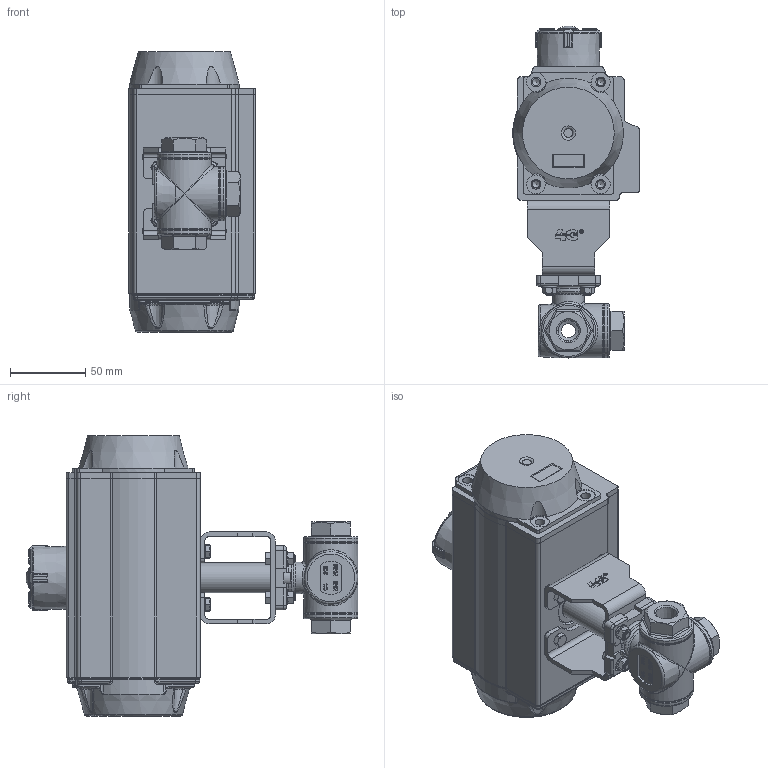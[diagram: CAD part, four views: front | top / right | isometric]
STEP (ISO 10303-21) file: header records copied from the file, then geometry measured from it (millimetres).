
FILE_DESCRIPTION(/* description */ ('Unknown'),/* implementation_level */ '2;1');
FILE_NAME(/* name */ 'PE029338_9339-02',/* time_stamp */ '2025-02-18T09:33:55+01:00',/* author */ ('Unknown'),/* organization */ ('Unknown'),/* preprocessor_version */ 'ST-DEVELOPER v19.4',/* originating_system */ 'Solid Edge',/* authorisation */ 'Unknown');
FILE_SCHEMA (('AUTOMOTIVE_DESIGN {1 0 10303 214 3 1 1}'));
Products named in the file (22): PE029338_9339-02; 9338-02_oa_0; NUT M12_GB_FASTENER_NUT_SSFNTT M14X1.0-N; STEM; BODY DN10; Body Gsake DN10; CAP DN8; PD03_PE02; vt65-2016-06-25; Optische Anzeige; ______; ________(___________; cup head nib bolts with large head gb_GB_FASTENER_BOLT_CHNBW M6X25-N; ____65______ ______; VT65_____________MIR; zhou65; VTE65____; 49899004_Brücke F05_F03 Höhe 50; 49860203_Spindeladapter Edelstahl_SW14x14x15_Tasche 9x9x12_BL 66_ø20; DIN 933 M5x16 A2-70 BLK_EDST; DIN125-5_3.1.3; WUERTH 03225 hexagonal nut DIN 934  M5 A2 BLK_EDST
Assembly tree (42 placements, depth 4):
  PE029338_9339-02
    9338-02_oa_0
      NUT M12_GB_FASTENER_NUT_SSFNTT M14X1.0-N
      STEM
      BODY DN10
      Body Gsake DN10  x3
      CAP DN8  x3
    PD03_PE02
      vt65-2016-06-25
      Optische Anzeige
        ______
        ________(___________  x4
        cup head nib bolts with large head gb_GB_FASTENER_BOLT_CHNBW M6X25-N
      ____65______ ______  x2
      VT65_____________MIR
      zhou65
      VTE65____
    49899004_Brücke F05_F03 Höhe 50
    49860203_Spindeladapter Edelstahl_SW14x14x15_Tasche 9x9x12_BL 66_ø20
    DIN 933 M5x16 A2-70 BLK_EDST  x8
    DIN125-5_3.1.3  x4
    WUERTH 03225 hexagonal nut DIN 934  M5 A2 BLK_EDST  x4
Bounding box: 83.89 x 220.6 x 186.5 mm (x, y, z)
Volume: 807684 mm3; surface area: 271852.8 mm2
Topology: 39 solids, 39 shells, 2993 faces, 7427 edges, 4634 vertices
Faces by surface type: plane 1096, cylinder 851, bspline 522, torus 284, cone 203, sphere 37
Full cylindrical faces by diameter (mm): 3 x16, 3.3 x8, 4.134 x12, 4.66 x1, 4.917 x15, 5 x9, 5.3 x4, 6 x5, 6.2 x1, 6.5 x4, 6.647 x4, 7 x4, 8 x8, 9.5 x3, 9.6 x1, 10 x12, 11 x1, 11.4 x1, 11.445 x2, 12 x4, 12.5 x2, 12.6 x2, 12.7 x1, 12.9 x1, 13 x2, 14 x5, 15 x1, 15.8 x1, 16 x1, 16.2 x18
Entity records: 86768 total; most frequent: CARTESIAN_POINT 37889, ORIENTED_EDGE 10302, DIRECTION 8914, EDGE_CURVE 5151, VERTEX_POINT 3457, AXIS2_PLACEMENT_3D 3372, FACE_BOUND 2744, EDGE_LOOP 2720
